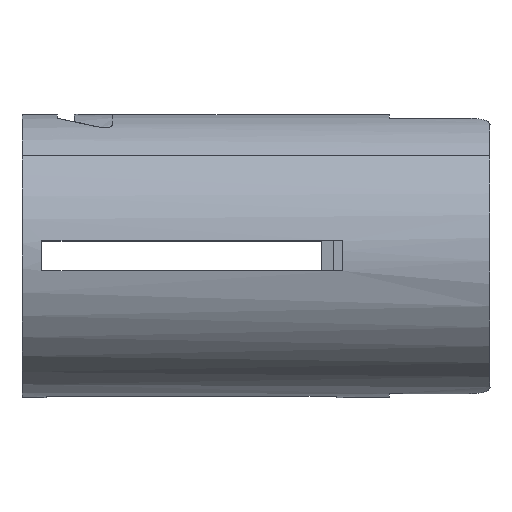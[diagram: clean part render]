
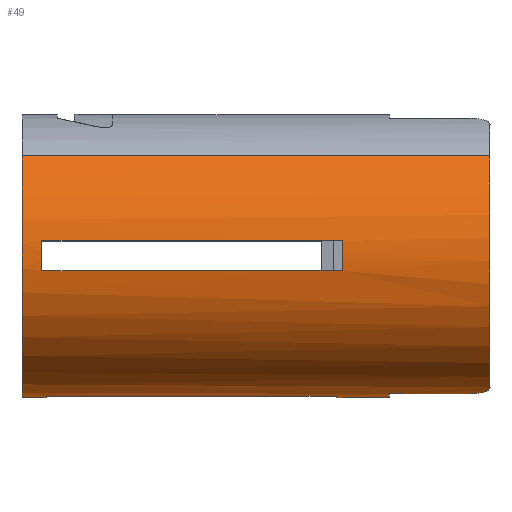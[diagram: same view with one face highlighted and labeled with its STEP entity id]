
A CAD part, left-side view. The second image highlights one B-rep face of the part: STEP entity #49.
In plain terms, the highlighted cylindrical face has radius 33 mm (diameter 66 mm), a partial arc.
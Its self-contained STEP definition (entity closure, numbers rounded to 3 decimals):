
#26=FACE_BOUND('',#301,.F.);
#27=FACE_BOUND('',#302,.F.);
#34=CYLINDRICAL_SURFACE('',#2440,33.);
#49=ADVANCED_FACE('',(#26,#27,#173),#34,.T.);
#173=FACE_OUTER_BOUND('',#303,.F.);
#301=EDGE_LOOP('',(#482,#483,#484,#485));
#302=EDGE_LOOP('',(#486,#487,#488,#489));
#303=EDGE_LOOP('',(#490,#491,#492,#493,#494,#495,#496,#497,#498,#499));
#482=ORIENTED_EDGE('',*,*,#1589,.T.);
#483=ORIENTED_EDGE('',*,*,#1582,.T.);
#484=ORIENTED_EDGE('',*,*,#1586,.F.);
#485=ORIENTED_EDGE('',*,*,#1584,.T.);
#486=ORIENTED_EDGE('',*,*,#1378,.T.);
#487=ORIENTED_EDGE('',*,*,#1370,.T.);
#488=ORIENTED_EDGE('',*,*,#1375,.F.);
#489=ORIENTED_EDGE('',*,*,#1372,.T.);
#490=ORIENTED_EDGE('',*,*,#1629,.T.);
#491=ORIENTED_EDGE('',*,*,#1625,.F.);
#492=ORIENTED_EDGE('',*,*,#1634,.T.);
#493=ORIENTED_EDGE('',*,*,#1591,.F.);
#494=ORIENTED_EDGE('',*,*,#1616,.T.);
#495=ORIENTED_EDGE('',*,*,#1621,.T.);
#496=ORIENTED_EDGE('',*,*,#1608,.F.);
#497=ORIENTED_EDGE('',*,*,#1597,.T.);
#498=ORIENTED_EDGE('',*,*,#1636,.T.);
#499=ORIENTED_EDGE('',*,*,#1622,.T.);
#1233=CIRCLE('',#2398,33.);
#1234=CIRCLE('',#2399,33.);
#1252=CIRCLE('',#2417,33.);
#1253=CIRCLE('',#2418,33.);
#1257=CIRCLE('',#2422,33.);
#1263=CIRCLE('',#2428,33.);
#1266=CIRCLE('',#2431,33.);
#1268=CIRCLE('',#2433,33.);
#1302=B_SPLINE_CURVE_WITH_KNOTS('',3,(#3869,#3870,#3871,#3872,#3873,#3874,#3875,
#3876,#3877),.UNSPECIFIED.,.F.,.F.,(4,1,1,1,1,1,4),(0.,0.202,
0.345,0.516,0.684,0.82,1.),
.UNSPECIFIED.);
#1305=B_SPLINE_CURVE_WITH_KNOTS('',3,(#3899,#3900,#3901,#3902,#3903,#3904,#3905,
#3906,#3907),.UNSPECIFIED.,.F.,.F.,(4,1,1,1,1,1,4),(0.,0.202,
0.345,0.516,0.684,0.82,1.),
.UNSPECIFIED.);
#1370=EDGE_CURVE('',#2310,#2307,#1233,.T.);
#1372=EDGE_CURVE('',#2304,#2305,#1234,.T.);
#1375=EDGE_CURVE('',#2304,#2307,#1671,.T.);
#1378=EDGE_CURVE('',#2305,#2310,#1674,.T.);
#1582=EDGE_CURVE('',#2178,#2177,#1252,.T.);
#1584=EDGE_CURVE('',#2175,#2176,#1253,.T.);
#1586=EDGE_CURVE('',#2175,#2177,#1859,.T.);
#1589=EDGE_CURVE('',#2176,#2178,#1862,.T.);
#1591=EDGE_CURVE('',#2173,#2172,#1302,.T.);
#1597=EDGE_CURVE('',#2170,#2167,#1305,.T.);
#1608=EDGE_CURVE('',#2170,#2158,#1873,.T.);
#1616=EDGE_CURVE('',#2173,#2151,#1881,.T.);
#1621=EDGE_CURVE('',#2151,#2158,#1257,.T.);
#1622=EDGE_CURVE('',#2150,#2149,#1883,.T.);
#1625=EDGE_CURVE('',#2148,#2147,#1884,.T.);
#1629=EDGE_CURVE('',#2149,#2147,#1263,.T.);
#1634=EDGE_CURVE('',#2148,#2172,#1266,.T.);
#1636=EDGE_CURVE('',#2167,#2150,#1268,.T.);
#1671=LINE('',#3622,#1917);
#1674=LINE('',#3625,#1920);
#1859=LINE('',#3864,#2105);
#1862=LINE('',#3867,#2108);
#1873=LINE('',#3950,#2119);
#1881=LINE('',#3958,#2127);
#1883=LINE('',#3964,#2129);
#1884=LINE('',#3967,#2130);
#1917=VECTOR('',#2626,67.5);
#1920=VECTOR('',#2629,67.5);
#2105=VECTOR('',#2850,70.);
#2108=VECTOR('',#2853,70.);
#2119=VECTOR('',#2864,18.5);
#2127=VECTOR('',#2872,18.5);
#2129=VECTOR('',#2882,109.);
#2130=VECTOR('',#2887,109.);
#2147=VERTEX_POINT('',#3184);
#2148=VERTEX_POINT('',#3185);
#2149=VERTEX_POINT('',#3186);
#2150=VERTEX_POINT('',#3187);
#2151=VERTEX_POINT('',#3188);
#2158=VERTEX_POINT('',#3195);
#2167=VERTEX_POINT('',#3204);
#2170=VERTEX_POINT('',#3207);
#2172=VERTEX_POINT('',#3209);
#2173=VERTEX_POINT('',#3210);
#2175=VERTEX_POINT('',#3212);
#2176=VERTEX_POINT('',#3213);
#2177=VERTEX_POINT('',#3214);
#2178=VERTEX_POINT('',#3215);
#2304=VERTEX_POINT('',#3341);
#2305=VERTEX_POINT('',#3342);
#2307=VERTEX_POINT('',#3344);
#2310=VERTEX_POINT('',#3347);
#2398=AXIS2_PLACEMENT_3D('',#3617,#2618,#2619);
#2399=AXIS2_PLACEMENT_3D('',#3619,#2621,#2622);
#2417=AXIS2_PLACEMENT_3D('',#3860,#2844,#2845);
#2418=AXIS2_PLACEMENT_3D('',#3862,#2847,#2848);
#2422=AXIS2_PLACEMENT_3D('',#3963,#2880,#2881);
#2428=AXIS2_PLACEMENT_3D('',#3971,#2894,#2895);
#2431=AXIS2_PLACEMENT_3D('',#3976,#2902,#2903);
#2433=AXIS2_PLACEMENT_3D('',#3978,#2906,#2907);
#2440=AXIS2_PLACEMENT_3D('',#3991,#2926,#2927);
#2618=DIRECTION('',(0.,-1.,0.));
#2619=DIRECTION('',(-0.152,0.,-0.988));
#2621=DIRECTION('',(0.,1.,0.));
#2622=DIRECTION('',(0.151,0.,-0.989));
#2626=DIRECTION('',(0.,1.,0.));
#2629=DIRECTION('',(0.,1.,0.));
#2844=DIRECTION('',(0.,-1.,0.));
#2845=DIRECTION('',(-0.994,0.,0.107));
#2847=DIRECTION('',(0.,1.,0.));
#2848=DIRECTION('',(-0.994,0.,-0.105));
#2850=DIRECTION('',(0.,1.,0.));
#2853=DIRECTION('',(0.,1.,0.));
#2864=DIRECTION('',(0.,1.,0.));
#2872=DIRECTION('',(0.,1.,0.));
#2880=DIRECTION('',(0.,-1.,0.));
#2881=DIRECTION('',(-0.233,0.,-0.972));
#2882=DIRECTION('',(0.,1.,0.));
#2887=DIRECTION('',(0.,1.,0.));
#2894=DIRECTION('',(0.,1.,0.));
#2895=DIRECTION('',(0.707,0.,-0.707));
#2902=DIRECTION('',(0.,-1.,0.));
#2903=DIRECTION('',(-0.707,0.,0.707));
#2906=DIRECTION('',(0.,-1.,0.));
#2907=DIRECTION('',(0.378,0.,-0.926));
#2926=DIRECTION('',(0.,1.,0.));
#2927=DIRECTION('',(0.766,0.,-0.643));
#3184=CARTESIAN_POINT('',(-23.335,67.479,47.564));
#3185=CARTESIAN_POINT('',(-23.335,-41.521,
47.564));
#3186=CARTESIAN_POINT('',(23.335,67.479,0.895));
#3187=CARTESIAN_POINT('',(23.335,-41.521,
0.895));
#3188=CARTESIAN_POINT('',(-7.695,-18.021,
-7.861));
#3195=CARTESIAN_POINT('',(7.695,-18.021,
-7.861));
#3204=CARTESIAN_POINT('',(12.468,-41.521,
-6.325));
#3207=CARTESIAN_POINT('',(7.695,-36.521,
-7.861));
#3209=CARTESIAN_POINT('',(-12.468,-41.521,
-6.325));
#3210=CARTESIAN_POINT('',(-7.695,-36.521,
-7.861));
#3212=CARTESIAN_POINT('',(-32.816,-7.171,20.749));
#3213=CARTESIAN_POINT('',(-32.812,-7.171,
27.749));
#3214=CARTESIAN_POINT('',(-32.816,62.829,20.749));
#3215=CARTESIAN_POINT('',(-32.812,62.829,27.749));
#3341=CARTESIAN_POINT('',(4.98,-5.671,-8.393));
#3342=CARTESIAN_POINT('',(-5.02,-5.671,
-8.387));
#3344=CARTESIAN_POINT('',(4.98,61.829,-8.393));
#3347=CARTESIAN_POINT('',(-5.02,61.829,
-8.387));
#3617=CARTESIAN_POINT('',(0.,61.829,24.229));
#3619=CARTESIAN_POINT('',(0.,-5.671,24.229));
#3622=CARTESIAN_POINT('',(4.98,-5.671,-8.393));
#3625=CARTESIAN_POINT('',(-5.02,-5.671,
-8.387));
#3860=CARTESIAN_POINT('',(0.,62.829,24.229));
#3862=CARTESIAN_POINT('',(0.,-7.171,24.229));
#3864=CARTESIAN_POINT('',(-32.816,-7.171,20.749));
#3867=CARTESIAN_POINT('',(-32.812,-7.171,
27.749));
#3869=CARTESIAN_POINT('',(-7.695,-36.521,
-7.861));
#3870=CARTESIAN_POINT('',(-7.694,-37.049,
-7.861));
#3871=CARTESIAN_POINT('',(-7.835,-37.952,
-7.828));
#3872=CARTESIAN_POINT('',(-8.387,-39.193,
-7.689));
#3873=CARTESIAN_POINT('',(-9.16,-40.188,
-7.479));
#3874=CARTESIAN_POINT('',(-10.135,-40.924,
-7.182));
#3875=CARTESIAN_POINT('',(-11.257,-41.405,
-6.799));
#3876=CARTESIAN_POINT('',(-12.03,-41.521,
-6.503));
#3877=CARTESIAN_POINT('',(-12.468,-41.521,
-6.325));
#3899=CARTESIAN_POINT('',(7.695,-36.521,
-7.861));
#3900=CARTESIAN_POINT('',(7.694,-37.049,
-7.861));
#3901=CARTESIAN_POINT('',(7.835,-37.952,
-7.828));
#3902=CARTESIAN_POINT('',(8.387,-39.193,-7.689));
#3903=CARTESIAN_POINT('',(9.16,-40.188,
-7.479));
#3904=CARTESIAN_POINT('',(10.135,-40.924,-7.182));
#3905=CARTESIAN_POINT('',(11.257,-41.405,
-6.799));
#3906=CARTESIAN_POINT('',(12.03,-41.521,
-6.503));
#3907=CARTESIAN_POINT('',(12.468,-41.521,
-6.325));
#3950=CARTESIAN_POINT('',(7.695,-36.521,
-7.861));
#3958=CARTESIAN_POINT('',(-7.695,-36.521,
-7.861));
#3963=CARTESIAN_POINT('',(0.,-18.021,24.229));
#3964=CARTESIAN_POINT('',(23.335,-41.521,
0.895));
#3967=CARTESIAN_POINT('',(-23.335,-41.521,
47.564));
#3971=CARTESIAN_POINT('',(0.,67.479,24.229));
#3976=CARTESIAN_POINT('',(0.,-41.521,24.229));
#3978=CARTESIAN_POINT('',(0.,-41.521,24.229));
#3991=CARTESIAN_POINT('',(0.,72.929,24.229));
